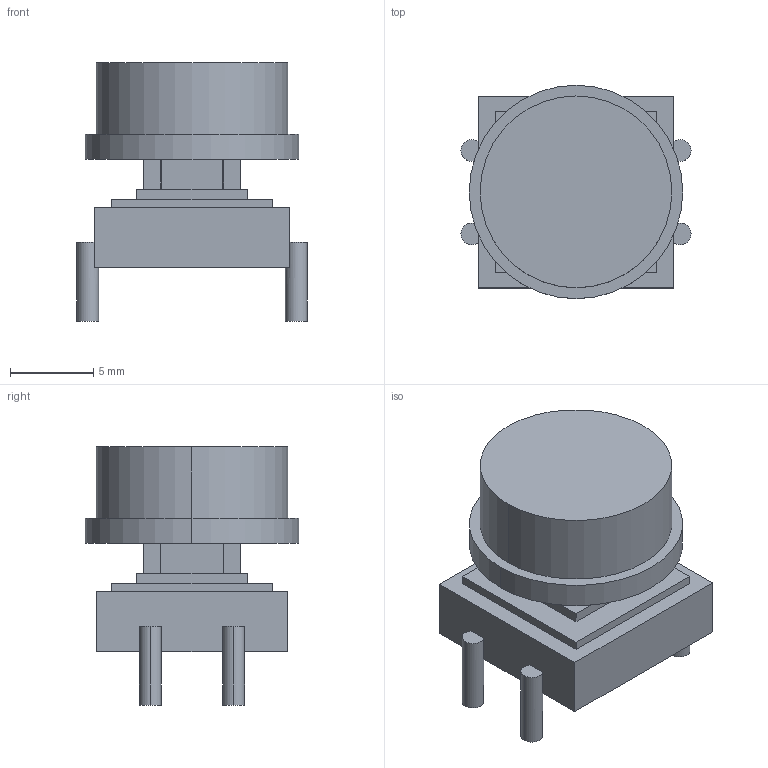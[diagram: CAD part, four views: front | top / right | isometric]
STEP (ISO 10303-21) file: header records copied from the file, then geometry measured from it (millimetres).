
FILE_DESCRIPTION (( 'STEP AP203' ), '1' );
FILE_NAME ('SWITCH,BUTTON,SPARKFUN COM-10302.STEP', '2019-06-08T01:06:55', ( '' ), ( '' ), 'SwSTEP 2.0', 'SolidWorks 2017', '' );
FILE_SCHEMA (( 'CONFIG_CONTROL_DESIGN' ));
Length unit declared in the file: millimetre
Products named in the file (1): SWITCH,BUTTON,SPARKFUN COM-10302
Bounding box: 13.8 x 12.8 x 15.5 mm (x, y, z)
Volume: 1100 mm3; surface area: 1454.9 mm2
Topology: 2 solids, 2 shells, 132 faces, 342 edges, 224 vertices
Faces by surface type: plane 118, cylinder 14
Entity records: 4041 total; most frequent: CARTESIAN_POINT 699, ORIENTED_EDGE 684, DIRECTION 644, EDGE_CURVE 342, LINE 306, VECTOR 306, VERTEX_POINT 224, AXIS2_PLACEMENT_3D 169
